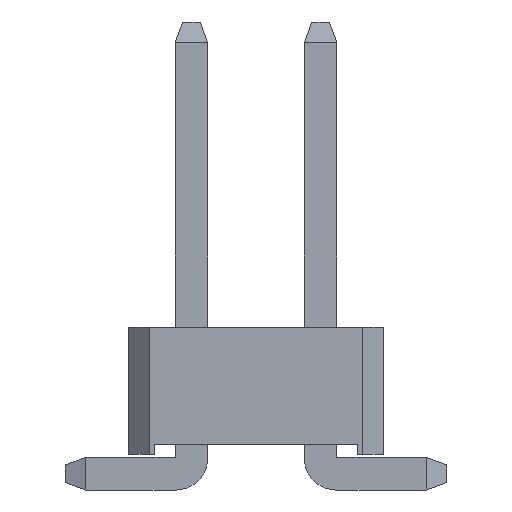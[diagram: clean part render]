
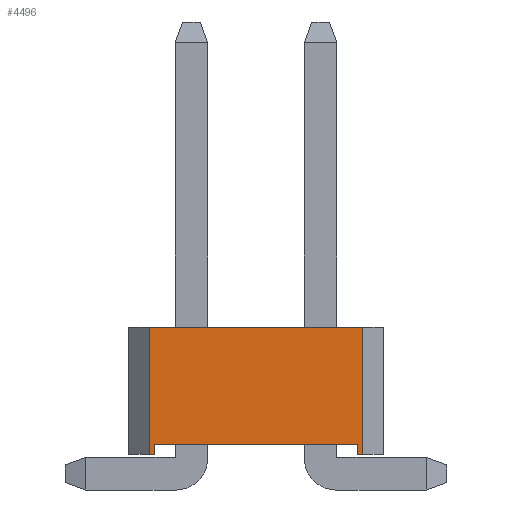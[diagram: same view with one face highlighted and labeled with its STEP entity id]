
A CAD part, left-side view. The second image highlights one B-rep face of the part: STEP entity #4496.
In plain terms, the highlighted planar face has unit normal (-1, 0, 0).
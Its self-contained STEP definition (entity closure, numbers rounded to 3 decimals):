
#137 = LINE ( 'NONE', #15442, #3449 ) ;
#158 = CARTESIAN_POINT ( 'NONE',  ( -8.89, 2.1, 2.5 ) ) ;
#419 = VERTEX_POINT ( 'NONE', #17522 ) ;
#527 = DIRECTION ( 'NONE',  ( 0., 0., 1. ) ) ;
#828 = VECTOR ( 'NONE', #13790, 1000. ) ;
#1300 = ORIENTED_EDGE ( 'NONE', *, *, #1516, .T. ) ;
#1320 = EDGE_CURVE ( 'NONE', #4879, #11829, #2005, .T. ) ;
#1516 = EDGE_CURVE ( 'NONE', #4879, #17037, #3677, .T. ) ;
#1723 = LINE ( 'NONE', #17142, #828 ) ;
#2005 = LINE ( 'NONE', #16939, #10628 ) ;
#2176 = CARTESIAN_POINT ( 'NONE',  ( -8.89, -2., 0. ) ) ;
#2277 = CARTESIAN_POINT ( 'NONE',  ( -8.89, 2.5, 2.5 ) ) ;
#2937 = EDGE_LOOP ( 'NONE', ( #13825, #4792, #12218, #4038, #10013, #3206, #1300, #7701 ) ) ;
#3206 = ORIENTED_EDGE ( 'NONE', *, *, #1320, .F. ) ;
#3449 = VECTOR ( 'NONE', #527, 1000. ) ;
#3677 = LINE ( 'NONE', #12655, #16611 ) ;
#4038 = ORIENTED_EDGE ( 'NONE', *, *, #9119, .T. ) ;
#4167 = CARTESIAN_POINT ( 'NONE',  ( -8.89, 2.1, 0. ) ) ;
#4496 = ADVANCED_FACE ( 'NONE', ( #4756 ), #4549, .F. ) ;
#4549 = PLANE ( 'NONE',  #16487 ) ;
#4748 = VERTEX_POINT ( 'NONE', #18723 ) ;
#4756 = FACE_OUTER_BOUND ( 'NONE', #2937, .T. ) ;
#4792 = ORIENTED_EDGE ( 'NONE', *, *, #11901, .F. ) ;
#4879 = VERTEX_POINT ( 'NONE', #158 ) ;
#5148 = DIRECTION ( 'NONE',  ( 0., 1., 0. ) ) ;
#6017 = VERTEX_POINT ( 'NONE', #17665 ) ;
#6302 = CARTESIAN_POINT ( 'NONE',  ( -8.89, 2.5, 0. ) ) ;
#6427 = EDGE_CURVE ( 'NONE', #17037, #419, #14083, .T. ) ;
#7701 = ORIENTED_EDGE ( 'NONE', *, *, #6427, .T. ) ;
#8093 = DIRECTION ( 'NONE',  ( 0., -1., 0. ) ) ;
#8591 = DIRECTION ( 'NONE',  ( 0., -1., 0. ) ) ;
#8667 = EDGE_CURVE ( 'NONE', #4748, #419, #1723, .T. ) ;
#8786 = CARTESIAN_POINT ( 'NONE',  ( -8.89, -2., 0.2 ) ) ;
#8799 = VERTEX_POINT ( 'NONE', #8786 ) ;
#8877 = VECTOR ( 'NONE', #8591, 1000. ) ;
#9119 = EDGE_CURVE ( 'NONE', #16297, #6017, #19238, .T. ) ;
#9645 = DIRECTION ( 'NONE',  ( 0., 0., -1. ) ) ;
#10013 = ORIENTED_EDGE ( 'NONE', *, *, #16660, .T. ) ;
#10628 = VECTOR ( 'NONE', #8093, 1000. ) ;
#10770 = CARTESIAN_POINT ( 'NONE',  ( -8.89, -2., 2.5 ) ) ;
#10839 = VECTOR ( 'NONE', #18961, 1000. ) ;
#10921 = DIRECTION ( 'NONE',  ( 0., -1., 0. ) ) ;
#11006 = VECTOR ( 'NONE', #10921, 1000. ) ;
#11405 = CARTESIAN_POINT ( 'NONE',  ( -8.89, 2.5, 0.2 ) ) ;
#11678 = LINE ( 'NONE', #11405, #10839 ) ;
#11829 = VERTEX_POINT ( 'NONE', #16936 ) ;
#11901 = EDGE_CURVE ( 'NONE', #8799, #4748, #11678, .T. ) ;
#12089 = EDGE_CURVE ( 'NONE', #8799, #16297, #18468, .T. ) ;
#12218 = ORIENTED_EDGE ( 'NONE', *, *, #12089, .T. ) ;
#12655 = CARTESIAN_POINT ( 'NONE',  ( -8.89, 2.1, 2.5 ) ) ;
#13030 = DIRECTION ( 'NONE',  ( 1., 0., 0. ) ) ;
#13790 = DIRECTION ( 'NONE',  ( 0., 0., -1. ) ) ;
#13825 = ORIENTED_EDGE ( 'NONE', *, *, #8667, .F. ) ;
#14083 = LINE ( 'NONE', #6302, #11006 ) ;
#15276 = VECTOR ( 'NONE', #9645, 1000. ) ;
#15442 = CARTESIAN_POINT ( 'NONE',  ( -8.89, -2.1, 2.5 ) ) ;
#15713 = DIRECTION ( 'NONE',  ( 0., 0., -1. ) ) ;
#16297 = VERTEX_POINT ( 'NONE', #2176 ) ;
#16487 = AXIS2_PLACEMENT_3D ( 'NONE', #2277, #13030, #5148 ) ;
#16611 = VECTOR ( 'NONE', #15713, 1000. ) ;
#16660 = EDGE_CURVE ( 'NONE', #6017, #11829, #137, .T. ) ;
#16936 = CARTESIAN_POINT ( 'NONE',  ( -8.89, -2.1, 2.5 ) ) ;
#16939 = CARTESIAN_POINT ( 'NONE',  ( -8.89, 2.5, 2.5 ) ) ;
#17037 = VERTEX_POINT ( 'NONE', #4167 ) ;
#17142 = CARTESIAN_POINT ( 'NONE',  ( -8.89, 2., 2.5 ) ) ;
#17522 = CARTESIAN_POINT ( 'NONE',  ( -8.89, 2., 0. ) ) ;
#17584 = CARTESIAN_POINT ( 'NONE',  ( -8.89, 2.5, 0. ) ) ;
#17665 = CARTESIAN_POINT ( 'NONE',  ( -8.89, -2.1, 0. ) ) ;
#18468 = LINE ( 'NONE', #10770, #15276 ) ;
#18723 = CARTESIAN_POINT ( 'NONE',  ( -8.89, 2., 0.2 ) ) ;
#18961 = DIRECTION ( 'NONE',  ( 0., 1., 0. ) ) ;
#19238 = LINE ( 'NONE', #17584, #8877 ) ;
